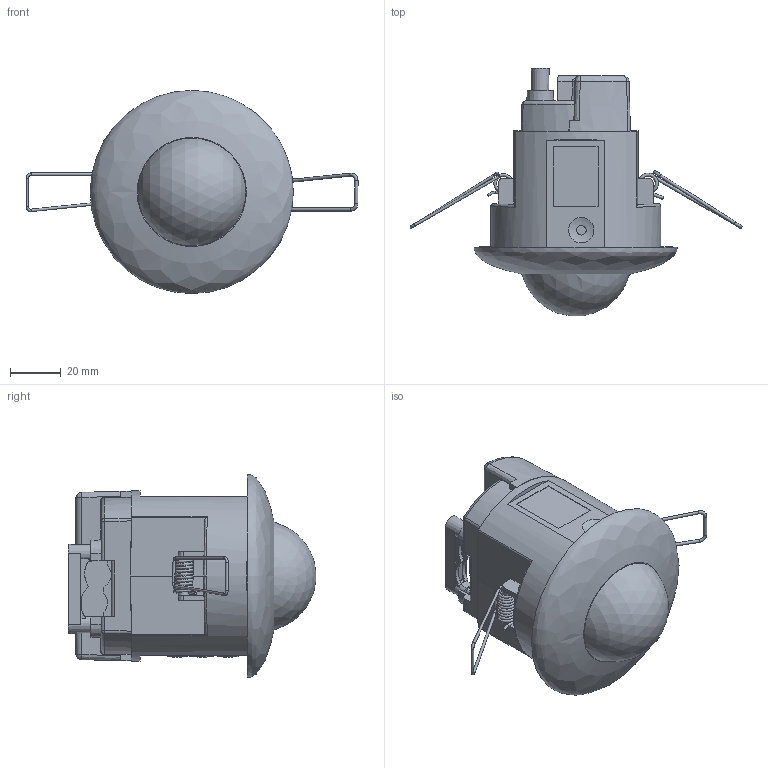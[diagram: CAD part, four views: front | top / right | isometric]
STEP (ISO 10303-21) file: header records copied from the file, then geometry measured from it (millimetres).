
FILE_DESCRIPTION(/* description */ (''),/* implementation_level */ '2;1');
FILE_NAME(/* name */ 'PS_Podhled_UH.stp',/* time_stamp */ '2018-08-02T08:40:36+02:00',/* author */ ('horst'),/* organization */ (''),/* preprocessor_version */ 'ST-DEVELOPER v16.13',/* originating_system */ 'Autodesk Inventor 2018',/* authorisation */ '');
FILE_SCHEMA (('AUTOMOTIVE_DESIGN { 1 0 10303 214 3 1 1 }'));
Length unit declared in the file: millimetre
Products named in the file (1): PS_Podhled_UH_Simple
Bounding box: 130.74 x 97.63 x 80 mm (x, y, z)
Volume: 208885.5 mm3; surface area: 40635.9 mm2
Topology: 1 solids, 3 shells, 789 faces, 2102 edges, 1333 vertices
Faces by surface type: plane 541, cylinder 85, bspline 76, cone 46, torus 31, sphere 10
Full cylindrical faces by diameter (mm): 1 x7, 1.2 x6, 2.5 x2, 3.8 x1, 5 x5, 67 x1, 77 x1
Entity records: 27673 total; most frequent: CARTESIAN_POINT 8263, ORIENTED_EDGE 3980, DIRECTION 3644, EDGE_CURVE 1990, LINE 1314, VECTOR 1314, VERTEX_POINT 1297, AXIS2_PLACEMENT_3D 1165
